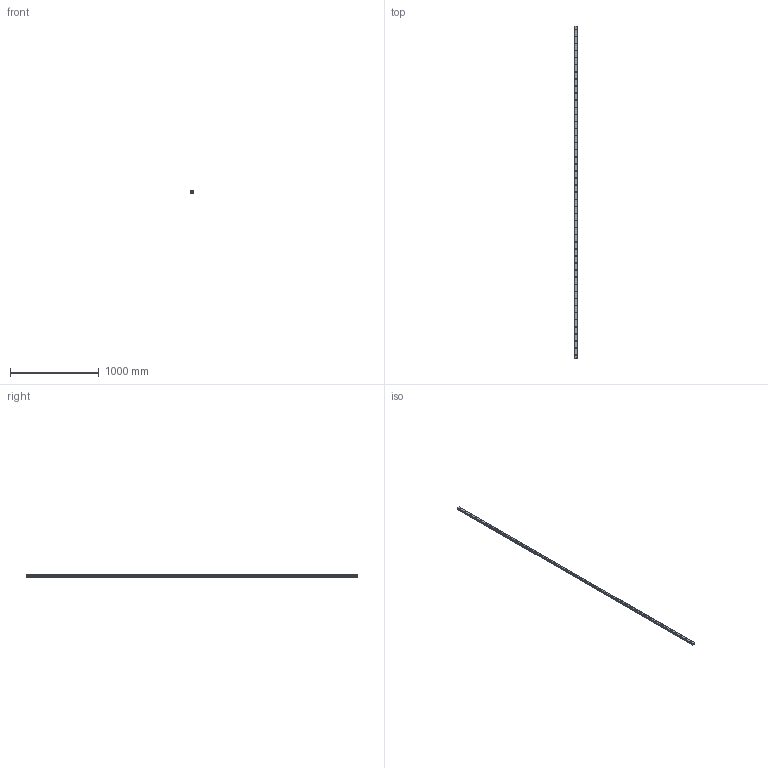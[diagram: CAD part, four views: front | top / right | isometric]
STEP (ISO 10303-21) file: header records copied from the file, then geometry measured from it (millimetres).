
FILE_DESCRIPTION(('STEP AP214'),'1');
FILE_NAME('cctmp_6DDBAEEB-3025-497E-8F56-C8651B1F0942_2021_02_12_10_47_31_0347..stp','2021-02-12T09:47:31',('HIWIN GmbH'),('CADClick - www.CADClick.com'),'Spatial InterOp 3D',' ','unknown authorization');
FILE_SCHEMA(('AUTOMOTIVE_DESIGN'));
Length unit declared in the file: millimetre
Products named in the file (1): EGR30R3750C_FILE
Bounding box: 28 x 3750 x 23 mm (x, y, z)
Volume: 2096366.6 mm3; surface area: 420807.8 mm2
Topology: 1 solids, 1 shells, 526 faces, 1137 edges, 758 vertices
Faces by surface type: cylinder 300, plane 226
Entity records: 18813 total; most frequent: DIRECTION 2791, CARTESIAN_POINT 2422, ORIENTED_EDGE 2274, EDGE_CURVE 1137, AXIS2_PLACEMENT_3D 1127, VERTEX_POINT 758, EDGE_LOOP 671, CIRCLE 600
